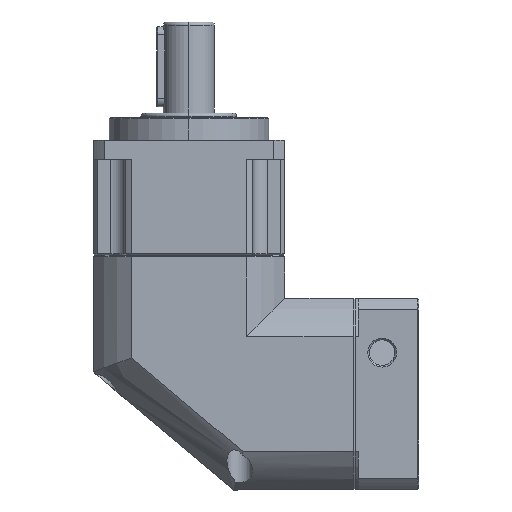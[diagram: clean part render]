
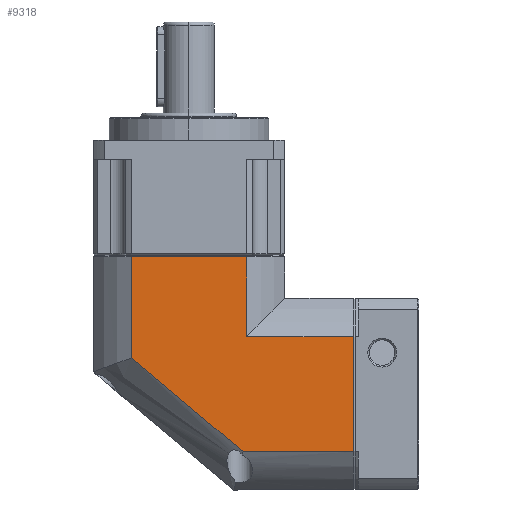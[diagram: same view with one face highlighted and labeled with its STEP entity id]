
A CAD part, left-side view. The second image highlights one B-rep face of the part: STEP entity #9318.
In plain terms, the highlighted face is planar.
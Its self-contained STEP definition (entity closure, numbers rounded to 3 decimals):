
#656 = LINE ( 'NONE', #17794, #9859 ) ;
#897 = VECTOR ( 'NONE', #6165, 1000. ) ;
#2675 = CARTESIAN_POINT ( 'NONE',  ( -11.278, -6.278, 0. ) ) ;
#2697 = CARTESIAN_POINT ( 'NONE',  ( 24.778, -4.405, 0. ) ) ;
#2760 = ORIENTED_EDGE ( 'NONE', *, *, #16123, .F. ) ;
#3002 = VERTEX_POINT ( 'NONE', #2675 ) ;
#3089 = LINE ( 'NONE', #2697, #897 ) ;
#3367 = VECTOR ( 'NONE', #9259, 1000. ) ;
#3509 = ORIENTED_EDGE ( 'NONE', *, *, #18920, .F. ) ;
#3702 = DIRECTION ( 'NONE',  ( 0., 0., 1. ) ) ;
#4104 = CARTESIAN_POINT ( 'NONE',  ( -36.25, -6.278, 0. ) ) ;
#5054 = EDGE_LOOP ( 'NONE', ( #3509, #18337, #5932, #13904, #21542, #6837, #2760 ) ) ;
#5782 = CARTESIAN_POINT ( 'NONE',  ( 24.778, -5.242, 0. ) ) ;
#5932 = ORIENTED_EDGE ( 'NONE', *, *, #12394, .F. ) ;
#6165 = DIRECTION ( 'NONE',  ( 0., 1., 0. ) ) ;
#6548 = CARTESIAN_POINT ( 'NONE',  ( -4.287, -39.75, 0. ) ) ;
#6837 = ORIENTED_EDGE ( 'NONE', *, *, #16017, .F. ) ;
#7004 = CARTESIAN_POINT ( 'NONE',  ( 24.778, -39.75, 0. ) ) ;
#7021 = CARTESIAN_POINT ( 'NONE',  ( -36.25, 29.778, 0. ) ) ;
#8158 = VECTOR ( 'NONE', #18625, 1000. ) ;
#9259 = DIRECTION ( 'NONE',  ( 0., -1., 0. ) ) ;
#9318 = ADVANCED_FACE ( 'NONE', ( #18886 ), #15743, .F. ) ;
#9854 = DIRECTION ( 'NONE',  ( -1., 0., 0. ) ) ;
#9859 = VECTOR ( 'NONE', #10803, 1000. ) ;
#9925 = EDGE_CURVE ( 'NONE', #11017, #14338, #19358, .T. ) ;
#10182 = EDGE_CURVE ( 'NONE', #14338, #12209, #12351, .T. ) ;
#10803 = DIRECTION ( 'NONE',  ( 0., -1., 0. ) ) ;
#11017 = VERTEX_POINT ( 'NONE', #21851 ) ;
#12209 = VERTEX_POINT ( 'NONE', #7021 ) ;
#12351 = LINE ( 'NONE', #21923, #16363 ) ;
#12394 = EDGE_CURVE ( 'NONE', #12209, #17927, #21694, .T. ) ;
#13904 = ORIENTED_EDGE ( 'NONE', *, *, #10182, .F. ) ;
#14068 = CARTESIAN_POINT ( 'NONE',  ( -4.287, -4.405, 0. ) ) ;
#14203 = VECTOR ( 'NONE', #19837, 1000. ) ;
#14237 = VECTOR ( 'NONE', #16138, 1000. ) ;
#14338 = VERTEX_POINT ( 'NONE', #22181 ) ;
#14734 = LINE ( 'NONE', #18090, #14203 ) ;
#15743 = PLANE ( 'NONE',  #18554 ) ;
#15815 = DIRECTION ( 'NONE',  ( 1., 0., 0. ) ) ;
#16017 = EDGE_CURVE ( 'NONE', #21245, #11017, #3089, .T. ) ;
#16123 = EDGE_CURVE ( 'NONE', #20276, #21245, #17382, .T. ) ;
#16138 = DIRECTION ( 'NONE',  ( -0.643, 0.766, 0. ) ) ;
#16363 = VECTOR ( 'NONE', #9854, 1000. ) ;
#17382 = LINE ( 'NONE', #6548, #8158 ) ;
#17794 = CARTESIAN_POINT ( 'NONE',  ( -11.278, -4.405, 0. ) ) ;
#17927 = VERTEX_POINT ( 'NONE', #4104 ) ;
#18090 = CARTESIAN_POINT ( 'NONE',  ( -4.287, -6.278, 0. ) ) ;
#18337 = ORIENTED_EDGE ( 'NONE', *, *, #19063, .F. ) ;
#18554 = AXIS2_PLACEMENT_3D ( 'NONE', #14068, #3702, #15815 ) ;
#18625 = DIRECTION ( 'NONE',  ( 1., 0., 0. ) ) ;
#18886 = FACE_OUTER_BOUND ( 'NONE', #5054, .T. ) ;
#18920 = EDGE_CURVE ( 'NONE', #3002, #20276, #656, .T. ) ;
#19063 = EDGE_CURVE ( 'NONE', #17927, #3002, #14734, .T. ) ;
#19358 = LINE ( 'NONE', #5782, #14237 ) ;
#19837 = DIRECTION ( 'NONE',  ( 1., 0., 0. ) ) ;
#20276 = VERTEX_POINT ( 'NONE', #20944 ) ;
#20944 = CARTESIAN_POINT ( 'NONE',  ( -11.278, -39.75, 0. ) ) ;
#21245 = VERTEX_POINT ( 'NONE', #7004 ) ;
#21346 = CARTESIAN_POINT ( 'NONE',  ( -36.25, -4.405, 0. ) ) ;
#21542 = ORIENTED_EDGE ( 'NONE', *, *, #9925, .F. ) ;
#21694 = LINE ( 'NONE', #21346, #3367 ) ;
#21851 = CARTESIAN_POINT ( 'NONE',  ( 24.778, -5.242, 0. ) ) ;
#21923 = CARTESIAN_POINT ( 'NONE',  ( -4.287, 29.778, 0. ) ) ;
#22181 = CARTESIAN_POINT ( 'NONE',  ( -4.608, 29.778, 0. ) ) ;
